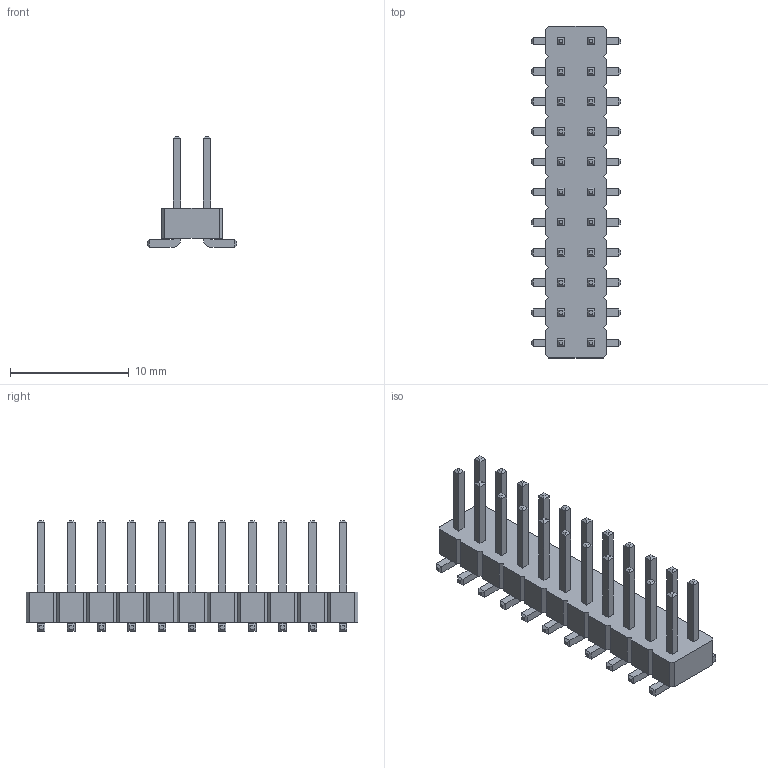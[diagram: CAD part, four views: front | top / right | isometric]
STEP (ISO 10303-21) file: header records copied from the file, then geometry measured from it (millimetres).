
FILE_DESCRIPTION(/* description */ ('model of PinHeader_2x11_P2.54mm_Vertical_SMD'),/* implementation_level */ '2;1');
FILE_NAME(/* name */ 'PinHeader_2x11_P2.54mm_Vertical_SMD.step',/* time_stamp */ '2017-12-02T02:30:41',/* author */ ('kicad StepUp','ksu'),/* organization */ ('FreeCAD'),/* preprocessor_version */ 'OCC',/* originating_system */ 'kicad StepUp',/* authorisation */ '');
FILE_SCHEMA(('AUTOMOTIVE_DESIGN_CC2 { 1 2 10303 214 -1 1 5 4 }'));
Length unit declared in the file: millimetre
Products named in the file (1): PinHeader_2x11_P254mm_Vertical_SMD
Bounding box: 7.54 x 27.94 x 9.3 mm (x, y, z)
Volume: 435 mm3; surface area: 941.3 mm2
Topology: 1 solids, 1 shells, 532 faces, 1282 edges, 796 vertices
Faces by surface type: plane 510, cylinder 22
Entity records: 18699 total; most frequent: CARTESIAN_POINT 2611, ORIENTED_EDGE 2564, DIRECTION 2392, EDGE_CURVE 1282, LINE 1238, VECTOR 1238, VERTEX_POINT 796, AXIS2_PLACEMENT_3D 577
